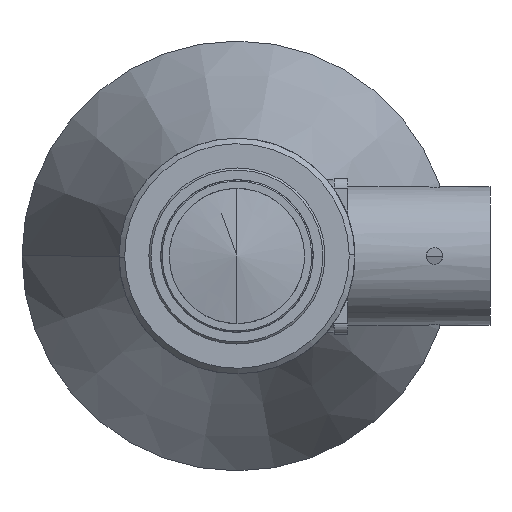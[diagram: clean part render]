
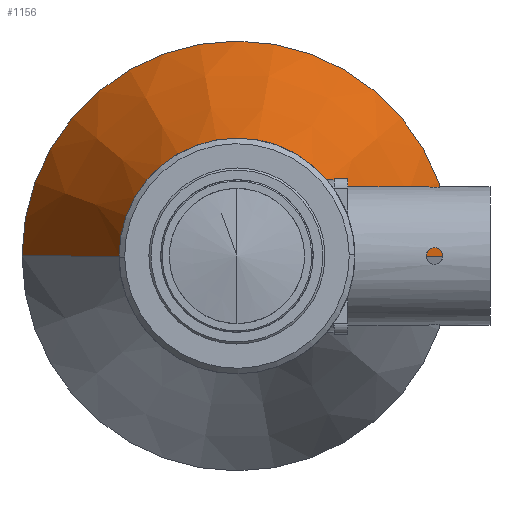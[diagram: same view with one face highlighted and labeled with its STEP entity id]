
A CAD part, left-side view. The second image highlights one B-rep face of the part: STEP entity #1156.
In plain terms, the highlighted conical face has half-angle 23 degrees and reference radius 17 mm.
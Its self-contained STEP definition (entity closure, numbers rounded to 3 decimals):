
#64 = AXIS2_PLACEMENT_3D ( 'NONE', #3421, #157, #2081 ) ;
#121 = CIRCLE ( 'NONE', #64, 31. ) ;
#157 = DIRECTION ( 'NONE',  ( 1., 0., 0. ) ) ;
#365 = CARTESIAN_POINT ( 'NONE',  ( 51.4, 31., 0. ) ) ;
#562 = EDGE_LOOP ( 'NONE', ( #4159, #1022, #3389, #1821 ) ) ;
#658 = DIRECTION ( 'NONE',  ( 0., 0., 1. ) ) ;
#660 = VERTEX_POINT ( 'NONE', #365 ) ;
#755 = CARTESIAN_POINT ( 'NONE',  ( 18.418, 0., 0. ) ) ;
#783 = VECTOR ( 'NONE', #1717, 1000. ) ;
#832 = VERTEX_POINT ( 'NONE', #1041 ) ;
#1022 = ORIENTED_EDGE ( 'NONE', *, *, #1951, .T. ) ;
#1041 = CARTESIAN_POINT ( 'NONE',  ( 51.4, -31., 0. ) ) ;
#1055 = VERTEX_POINT ( 'NONE', #3887 ) ;
#1156 = ADVANCED_FACE ( 'NONE', ( #1675 ), #4038, .T. ) ;
#1635 = CARTESIAN_POINT ( 'NONE',  ( 18.418, 17., 0. ) ) ;
#1675 = FACE_OUTER_BOUND ( 'NONE', #562, .T. ) ;
#1717 = DIRECTION ( 'NONE',  ( 0.921, -0.391, 0. ) ) ;
#1728 = VECTOR ( 'NONE', #2805, 1000. ) ;
#1794 = EDGE_CURVE ( 'NONE', #4190, #1055, #2593, .T. ) ;
#1821 = ORIENTED_EDGE ( 'NONE', *, *, #4019, .F. ) ;
#1951 = EDGE_CURVE ( 'NONE', #1055, #832, #2447, .T. ) ;
#2081 = DIRECTION ( 'NONE',  ( 0., 0., -1. ) ) ;
#2088 = LINE ( 'NONE', #2195, #1728 ) ;
#2185 = AXIS2_PLACEMENT_3D ( 'NONE', #2267, #2584, #658 ) ;
#2195 = CARTESIAN_POINT ( 'NONE',  ( 18.418, 17., 0. ) ) ;
#2267 = CARTESIAN_POINT ( 'NONE',  ( 18.418, 0., 0. ) ) ;
#2368 = CARTESIAN_POINT ( 'NONE',  ( 18.418, -17., 0. ) ) ;
#2447 = LINE ( 'NONE', #2368, #783 ) ;
#2584 = DIRECTION ( 'NONE',  ( 1., 0., 0. ) ) ;
#2593 = CIRCLE ( 'NONE', #2185, 17. ) ;
#2805 = DIRECTION ( 'NONE',  ( 0.921, 0.391, 0. ) ) ;
#3304 = DIRECTION ( 'NONE',  ( 1., 0., 0. ) ) ;
#3389 = ORIENTED_EDGE ( 'NONE', *, *, #3846, .F. ) ;
#3421 = CARTESIAN_POINT ( 'NONE',  ( 51.4, 0., 0. ) ) ;
#3846 = EDGE_CURVE ( 'NONE', #660, #832, #121, .T. ) ;
#3887 = CARTESIAN_POINT ( 'NONE',  ( 18.418, -17., 0. ) ) ;
#3961 = AXIS2_PLACEMENT_3D ( 'NONE', #755, #3304, #4125 ) ;
#4019 = EDGE_CURVE ( 'NONE', #4190, #660, #2088, .T. ) ;
#4038 = CONICAL_SURFACE ( 'NONE', #3961, 17., 0.401 ) ;
#4125 = DIRECTION ( 'NONE',  ( 0., 1., 0. ) ) ;
#4159 = ORIENTED_EDGE ( 'NONE', *, *, #1794, .T. ) ;
#4190 = VERTEX_POINT ( 'NONE', #1635 ) ;
